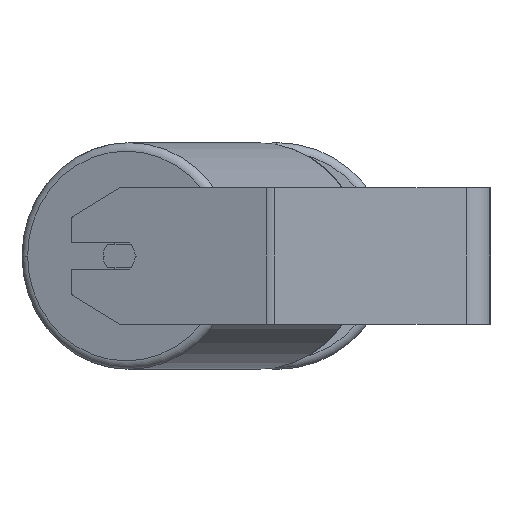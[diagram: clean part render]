
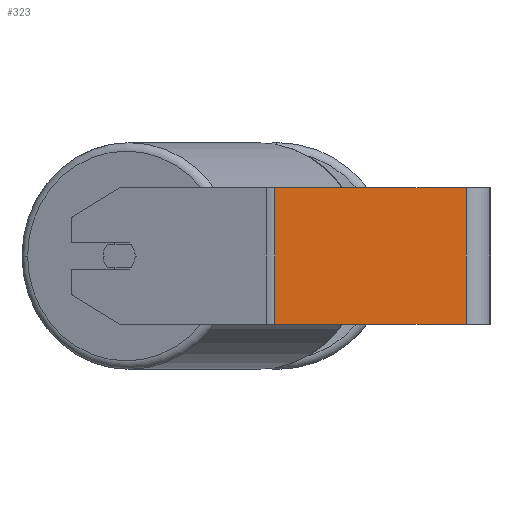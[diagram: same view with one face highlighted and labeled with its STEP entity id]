
A CAD part, left-side view. The second image highlights one B-rep face of the part: STEP entity #323.
In plain terms, the highlighted planar face has unit normal (-1, 0, 0).
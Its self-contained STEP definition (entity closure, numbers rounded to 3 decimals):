
#323 = ADVANCED_FACE ( 'NONE', ( #2493 ), #6565, .F. ) ;
#396 = VERTEX_POINT ( 'NONE', #6526 ) ;
#1337 = LINE ( 'NONE', #8734, #2247 ) ;
#1423 = LINE ( 'NONE', #6015, #7475 ) ;
#1791 = DIRECTION ( 'NONE',  ( 1., 0., 0. ) ) ;
#2061 = DIRECTION ( 'NONE',  ( 0., -1., 0. ) ) ;
#2100 = DIRECTION ( 'NONE',  ( 0., -1., 0. ) ) ;
#2247 = VECTOR ( 'NONE', #2100, 1000. ) ;
#2493 = FACE_OUTER_BOUND ( 'NONE', #5964, .T. ) ;
#2508 = VECTOR ( 'NONE', #6997, 1000. ) ;
#2545 = VERTEX_POINT ( 'NONE', #4671 ) ;
#2903 = CARTESIAN_POINT ( 'NONE',  ( -410., 128.795, 40. ) ) ;
#3079 = EDGE_CURVE ( 'NONE', #396, #3771, #1337, .T. ) ;
#3195 = AXIS2_PLACEMENT_3D ( 'NONE', #4670, #1791, #4000 ) ;
#3310 = DIRECTION ( 'NONE',  ( 0., 0., -1. ) ) ;
#3432 = EDGE_CURVE ( 'NONE', #2545, #396, #1423, .T. ) ;
#3658 = VECTOR ( 'NONE', #2061, 1000. ) ;
#3771 = VERTEX_POINT ( 'NONE', #4411 ) ;
#3863 = EDGE_CURVE ( 'NONE', #2545, #7494, #4807, .T. ) ;
#4000 = DIRECTION ( 'NONE',  ( 0., 0., -1. ) ) ;
#4134 = CARTESIAN_POINT ( 'NONE',  ( -410., 14., 40. ) ) ;
#4411 = CARTESIAN_POINT ( 'NONE',  ( -410., 14., -40. ) ) ;
#4670 = CARTESIAN_POINT ( 'NONE',  ( -410., 128.795, 40. ) ) ;
#4671 = CARTESIAN_POINT ( 'NONE',  ( -410., 126.327, 40. ) ) ;
#4807 = LINE ( 'NONE', #2903, #3658 ) ;
#4824 = ORIENTED_EDGE ( 'NONE', *, *, #3863, .F. ) ;
#5587 = ORIENTED_EDGE ( 'NONE', *, *, #3079, .T. ) ;
#5591 = CARTESIAN_POINT ( 'NONE',  ( -410., 14., 40. ) ) ;
#5964 = EDGE_LOOP ( 'NONE', ( #5587, #6628, #4824, #8638 ) ) ;
#6015 = CARTESIAN_POINT ( 'NONE',  ( -410., 126.327, 40. ) ) ;
#6526 = CARTESIAN_POINT ( 'NONE',  ( -410., 126.327, -40. ) ) ;
#6565 = PLANE ( 'NONE',  #3195 ) ;
#6628 = ORIENTED_EDGE ( 'NONE', *, *, #7954, .F. ) ;
#6997 = DIRECTION ( 'NONE',  ( 0., 0., -1. ) ) ;
#7475 = VECTOR ( 'NONE', #3310, 1000. ) ;
#7494 = VERTEX_POINT ( 'NONE', #4134 ) ;
#7535 = LINE ( 'NONE', #5591, #2508 ) ;
#7954 = EDGE_CURVE ( 'NONE', #7494, #3771, #7535, .T. ) ;
#8638 = ORIENTED_EDGE ( 'NONE', *, *, #3432, .T. ) ;
#8734 = CARTESIAN_POINT ( 'NONE',  ( -410., 128.795, -40. ) ) ;
